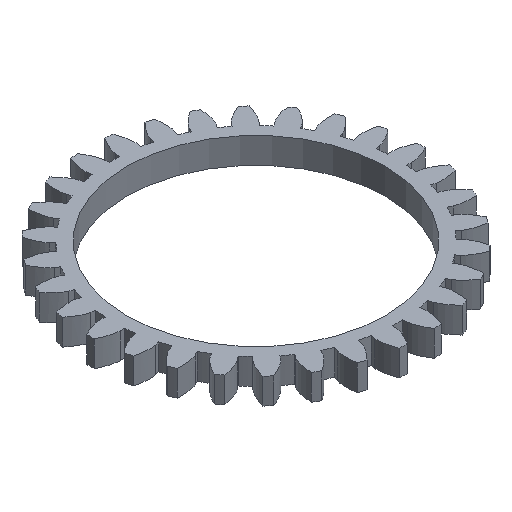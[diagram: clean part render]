
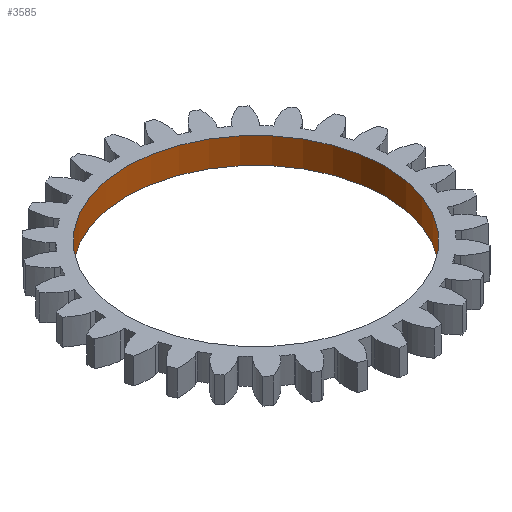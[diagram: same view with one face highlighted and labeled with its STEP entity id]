
A CAD part, isometric view. The second image highlights one B-rep face of the part: STEP entity #3585.
In plain terms, the highlighted cylindrical face has radius 5 mm (diameter 10 mm), a full revolution.
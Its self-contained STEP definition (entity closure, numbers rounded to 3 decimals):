
#21=FACE_BOUND('',#752,.T.);
#83=CIRCLE('',#3655,5.);
#143=CIRCLE('',#3832,5.);
#203=CYLINDRICAL_SURFACE('',#3833,5.);
#566=FACE_OUTER_BOUND('',#751,.T.);
#751=EDGE_LOOP('',(#3336));
#752=EDGE_LOOP('',(#3337));
#1540=VERTEX_POINT('',#5745);
#1715=VERTEX_POINT('',#8417);
#1907=EDGE_CURVE('',#1540,#1540,#83,.T.);
#2257=EDGE_CURVE('',#1715,#1715,#143,.T.);
#3336=ORIENTED_EDGE('',*,*,#2257,.F.);
#3337=ORIENTED_EDGE('',*,*,#1907,.T.);
#3585=ADVANCED_FACE('',(#566,#21),#203,.F.);
#3655=AXIS2_PLACEMENT_3D('',#5746,#4038,#4039);
#3832=AXIS2_PLACEMENT_3D('',#8418,#4624,#4625);
#3833=AXIS2_PLACEMENT_3D('',#8419,#4626,#4627);
#4038=DIRECTION('center_axis',(0.,0.,-1.));
#4039=DIRECTION('ref_axis',(1.,0.,0.));
#4624=DIRECTION('center_axis',(0.,0.,-1.));
#4625=DIRECTION('ref_axis',(1.,0.,0.));
#4626=DIRECTION('center_axis',(0.,0.,1.));
#4627=DIRECTION('ref_axis',(1.,0.,0.));
#5745=CARTESIAN_POINT('',(-5.,0.,0.));
#5746=CARTESIAN_POINT('Origin',(0.,0.,0.));
#8417=CARTESIAN_POINT('',(-5.,0.,1.));
#8418=CARTESIAN_POINT('Origin',(0.,0.,1.));
#8419=CARTESIAN_POINT('Origin',(0.,0.,0.));
